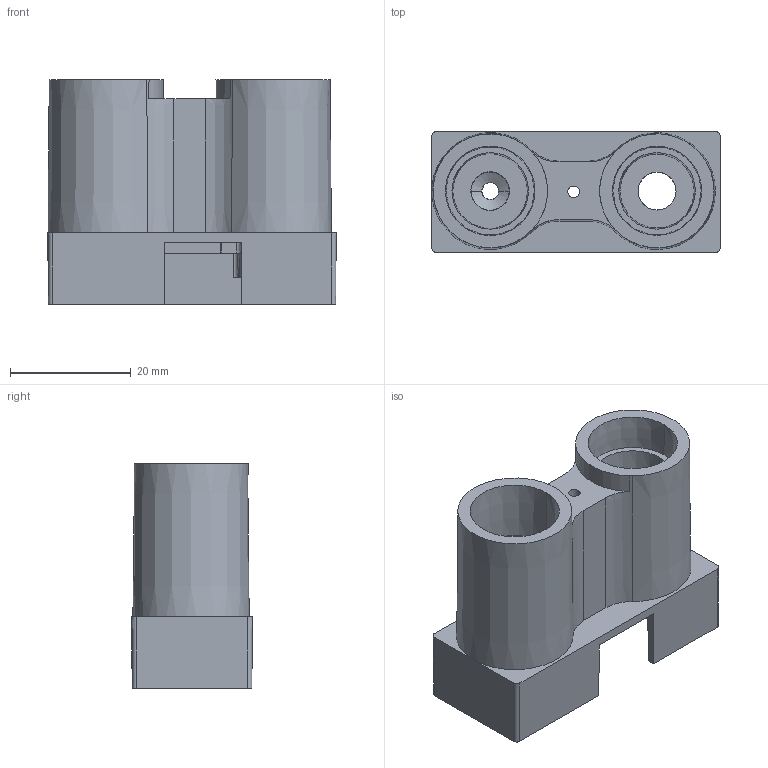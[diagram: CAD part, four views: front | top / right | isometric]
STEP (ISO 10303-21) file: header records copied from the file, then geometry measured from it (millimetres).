
FILE_DESCRIPTION (( 'STEP AP203' ), '1' );
FILE_NAME ('LIDAR HOUSING REV D.STEP', '2015-02-08T06:44:08', ( 'Engineer' ), ( 'HP' ), 'SwSTEP 2.0', 'SolidWorks 2014', '' );
FILE_SCHEMA (( 'CONFIG_CONTROL_DESIGN' ));
Length unit declared in the file: inch
Products named in the file (1): LIDAR HOUSING REV D
Bounding box: 47.88 x 20.07 x 37.31 mm (x, y, z)
Volume: 12782.6 mm3; surface area: 10886.6 mm2
Topology: 1 solids, 1 shells, 205 faces, 530 edges, 334 vertices
Faces by surface type: plane 69, cone 64, cylinder 34, bspline 20, sphere 12, torus 6
Entity records: 6949 total; most frequent: CARTESIAN_POINT 1878, ORIENTED_EDGE 1060, DIRECTION 1055, EDGE_CURVE 530, AXIS2_PLACEMENT_3D 398, VERTEX_POINT 334, VECTOR 259, LINE 259
